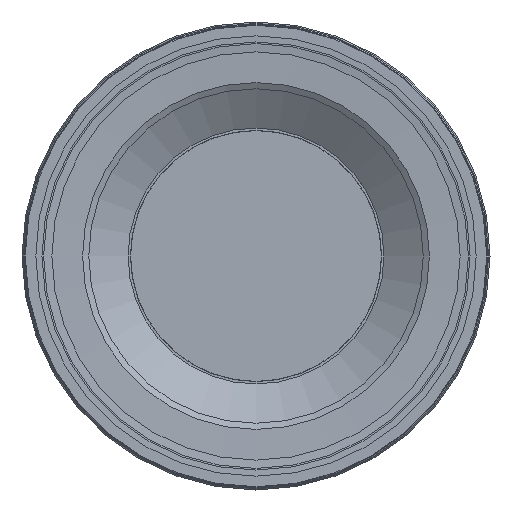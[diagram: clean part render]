
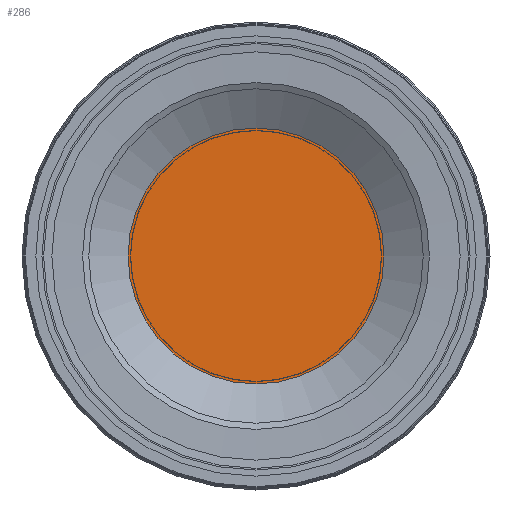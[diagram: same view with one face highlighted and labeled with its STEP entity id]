
A CAD part, left-side view. The second image highlights one B-rep face of the part: STEP entity #286.
In plain terms, the highlighted planar face has unit normal (-1, 0, 0).
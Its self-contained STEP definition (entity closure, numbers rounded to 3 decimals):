
#286=ADVANCED_FACE('',(#331),#329,.F.);
#329=PLANE('',#629);
#331=FACE_OUTER_BOUND('',#333,.T.);
#333=EDGE_LOOP('',(#417));
#417=ORIENTED_EDGE('',*,*,#543,.T.);
#501=VERTEX_POINT('',#888);
#543=EDGE_CURVE('',#501,#501,#585,.T.);
#585=CIRCLE('',#628,9.782);
#628=AXIS2_PLACEMENT_3D('',#887,#711,#712);
#629=AXIS2_PLACEMENT_3D('',#889,#713,#714);
#711=DIRECTION('',(-1.,0.,0.));
#712=DIRECTION('',(0.,-1.,0.));
#713=DIRECTION('',(1.,0.,0.));
#714=DIRECTION('',(0.,1.,0.));
#887=CARTESIAN_POINT('',(2.2,0.,0.));
#888=CARTESIAN_POINT('',(2.2,-9.782,0.));
#889=CARTESIAN_POINT('',(2.2,9.782,0.));
